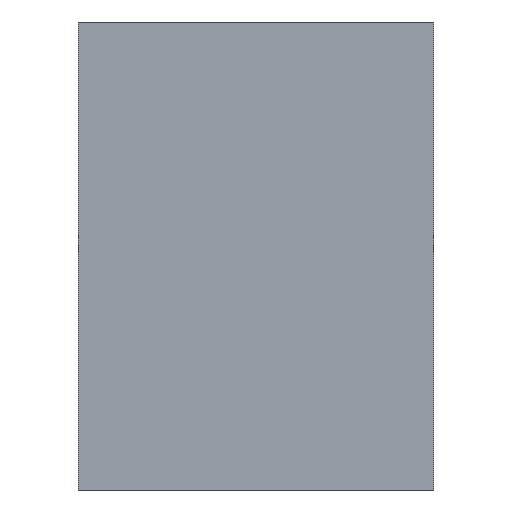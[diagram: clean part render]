
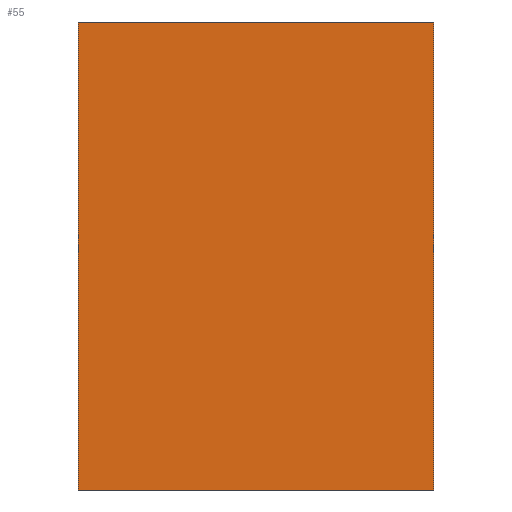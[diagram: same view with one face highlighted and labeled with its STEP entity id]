
A CAD part, front view. The second image highlights one B-rep face of the part: STEP entity #55.
In plain terms, the highlighted planar face has unit normal (0, -1, 0).
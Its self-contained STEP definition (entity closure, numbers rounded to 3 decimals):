
#55=ADVANCED_FACE('',(#67),#68,.F.);
#67=FACE_OUTER_BOUND('',#86,.T.);
#68=PLANE('',#87);
#86=EDGE_LOOP('',(#126,#127,#128,#129));
#87=AXIS2_PLACEMENT_3D('',#130,#131,#132);
#126=ORIENTED_EDGE('',*,*,#170,.T.);
#127=ORIENTED_EDGE('',*,*,#166,.F.);
#128=ORIENTED_EDGE('',*,*,#168,.F.);
#129=ORIENTED_EDGE('',*,*,#162,.F.);
#130=CARTESIAN_POINT('',(0.,92.0,0.0));
#131=DIRECTION('',(0.,1.0,0.0));
#132=DIRECTION('',(0.0,0.0,-1.0));
#162=EDGE_CURVE('',#217,#219,#220,.T.);
#166=EDGE_CURVE('',#225,#227,#228,.T.);
#168=EDGE_CURVE('',#219,#225,#230,.T.);
#170=EDGE_CURVE('',#217,#227,#232,.T.);
#217=VERTEX_POINT('',#250);
#219=VERTEX_POINT('',#253);
#220=LINE('',#254,#255);
#225=VERTEX_POINT('',#262);
#227=VERTEX_POINT('',#265);
#228=LINE('',#266,#267);
#230=LINE('',#270,#271);
#232=LINE('',#274,#275);
#250=CARTESIAN_POINT('',(-158.0,92.0,208.0));
#253=CARTESIAN_POINT('',(158.0,92.0,208.0));
#254=CARTESIAN_POINT('',(0.,92.0,208.0));
#255=VECTOR('',#300,1.0);
#262=CARTESIAN_POINT('',(158.0,92.0,-208.0));
#265=CARTESIAN_POINT('',(-158.0,92.0,-208.0));
#266=CARTESIAN_POINT('',(0.,92.0,-208.0));
#267=VECTOR('',#304,1.0);
#270=CARTESIAN_POINT('',(158.0,92.0,0.0));
#271=VECTOR('',#306,1.0);
#274=CARTESIAN_POINT('',(-158.0,92.0,0.0));
#275=VECTOR('',#308,1.0);
#300=DIRECTION('',(1.0,0.,0.0));
#304=DIRECTION('',(-1.0,0.,0.0));
#306=DIRECTION('',(0.0,0.0,-1.0));
#308=DIRECTION('',(0.0,0.0,-1.0));
